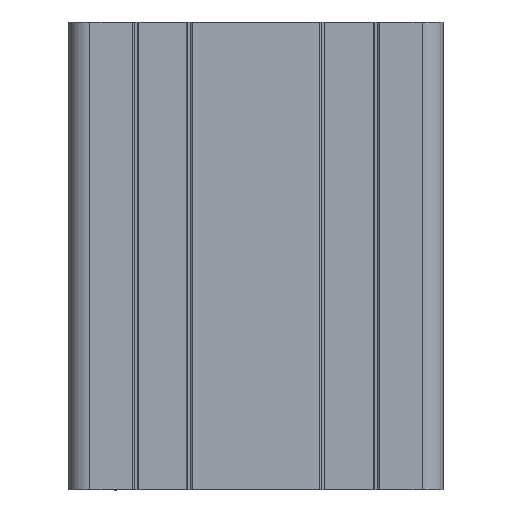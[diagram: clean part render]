
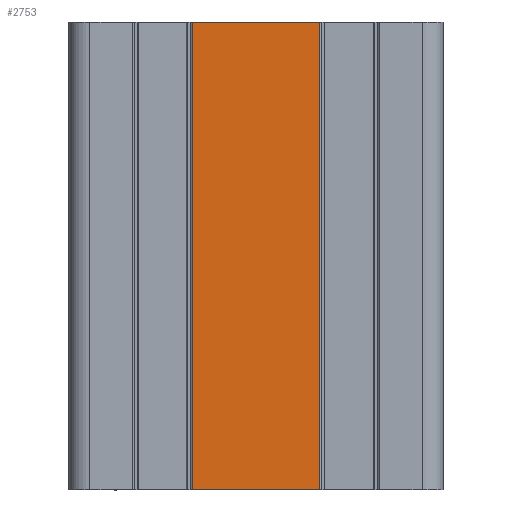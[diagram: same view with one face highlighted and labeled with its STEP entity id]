
A CAD part, front view. The second image highlights one B-rep face of the part: STEP entity #2753.
In plain terms, the highlighted planar face has unit normal (0, -1, 0).
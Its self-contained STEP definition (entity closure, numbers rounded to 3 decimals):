
#14 = DIRECTION ( 'NONE',  ( 0., 0., -1. ) ) ;
#213 = CARTESIAN_POINT ( 'NONE',  ( 6946.386, 3188.834, 100. ) ) ;
#307 = CARTESIAN_POINT ( 'NONE',  ( 6897.286, 3188.834, 100. ) ) ;
#859 = EDGE_CURVE ( 'NONE', #4297, #3559, #1256, .T. ) ;
#913 = DIRECTION ( 'NONE',  ( 0., 0., 1. ) ) ;
#1070 = ORIENTED_EDGE ( 'NONE', *, *, #859, .F. ) ;
#1244 = VECTOR ( 'NONE', #14, 1000. ) ;
#1256 = LINE ( 'NONE', #213, #1244 ) ;
#2032 = CARTESIAN_POINT ( 'NONE',  ( 6946.386, 3188.834, 100. ) ) ;
#2676 = EDGE_CURVE ( 'NONE', #3559, #3239, #6766, .T. ) ;
#2753 = ADVANCED_FACE ( 'NONE', ( #6370 ), #12380, .F. ) ;
#3239 = VERTEX_POINT ( 'NONE', #4655 ) ;
#3559 = VERTEX_POINT ( 'NONE', #6349 ) ;
#4195 = LINE ( 'NONE', #307, #10484 ) ;
#4297 = VERTEX_POINT ( 'NONE', #2032 ) ;
#4655 = CARTESIAN_POINT ( 'NONE',  ( 6919.186, 3188.834, 0. ) ) ;
#6096 = CARTESIAN_POINT ( 'NONE',  ( 6919.186, 3188.834, 100. ) ) ;
#6349 = CARTESIAN_POINT ( 'NONE',  ( 6946.386, 3188.834, 0. ) ) ;
#6370 = FACE_OUTER_BOUND ( 'NONE', #15810, .T. ) ;
#6766 = LINE ( 'NONE', #16146, #6986 ) ;
#6948 = ORIENTED_EDGE ( 'NONE', *, *, #15696, .F. ) ;
#6986 = VECTOR ( 'NONE', #15847, 1000. ) ;
#9302 = AXIS2_PLACEMENT_3D ( 'NONE', #12649, #11267, #11220 ) ;
#9613 = ORIENTED_EDGE ( 'NONE', *, *, #2676, .F. ) ;
#9760 = CARTESIAN_POINT ( 'NONE',  ( 6919.186, 3188.834, 100. ) ) ;
#10484 = VECTOR ( 'NONE', #15377, 1000. ) ;
#11220 = DIRECTION ( 'NONE',  ( -1., 0., 0. ) ) ;
#11267 = DIRECTION ( 'NONE',  ( 0., 1., 0. ) ) ;
#12380 = PLANE ( 'NONE',  #9302 ) ;
#12649 = CARTESIAN_POINT ( 'NONE',  ( 6919.186, 3188.834, 100. ) ) ;
#13284 = VERTEX_POINT ( 'NONE', #6096 ) ;
#14060 = LINE ( 'NONE', #9760, #14445 ) ;
#14445 = VECTOR ( 'NONE', #913, 1000. ) ;
#14552 = EDGE_CURVE ( 'NONE', #3239, #13284, #14060, .T. ) ;
#15377 = DIRECTION ( 'NONE',  ( 1., 0., 0. ) ) ;
#15692 = ORIENTED_EDGE ( 'NONE', *, *, #14552, .F. ) ;
#15696 = EDGE_CURVE ( 'NONE', #13284, #4297, #4195, .T. ) ;
#15810 = EDGE_LOOP ( 'NONE', ( #1070, #6948, #15692, #9613 ) ) ;
#15847 = DIRECTION ( 'NONE',  ( -1., 0., 0. ) ) ;
#16146 = CARTESIAN_POINT ( 'NONE',  ( 6897.286, 3188.834, 0. ) ) ;
